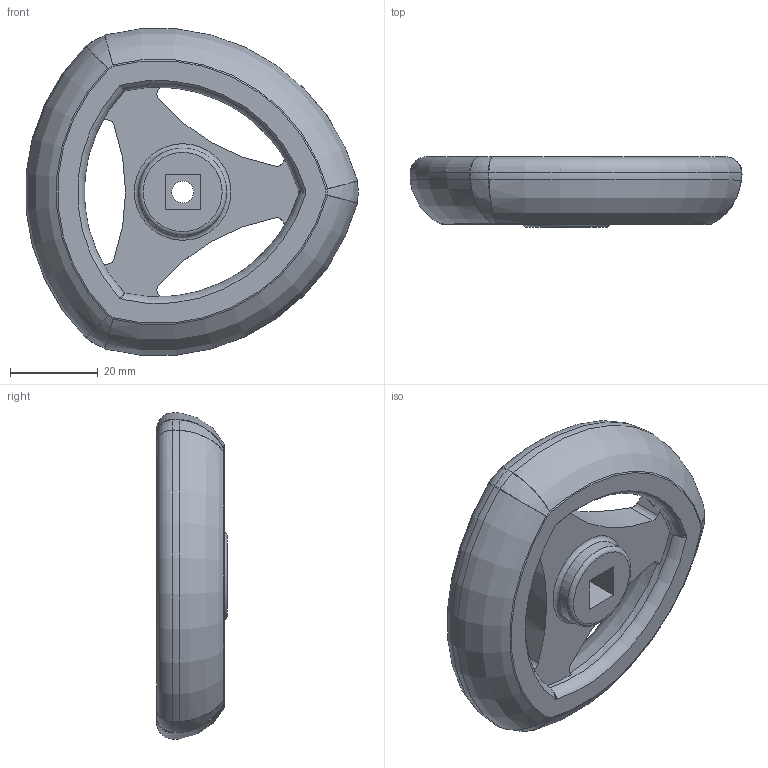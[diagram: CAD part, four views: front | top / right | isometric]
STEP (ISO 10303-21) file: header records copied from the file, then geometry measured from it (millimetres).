
FILE_DESCRIPTION( ( 'STEP AP214' ), '1' );
FILE_NAME( 'K0275.08008.stp', '2020-11-27T11:29:43', ( '' ), ( '' ), ' ', 'PARTsolutions', ' ' );
FILE_SCHEMA( ( 'AUTOMOTIVE_DESIGN { 1 0 10303 214 1 1 1 1 }' ) );
Length unit declared in the file: millimetre
Products named in the file (1): _K0275.08008
Bounding box: 75.56 x 16.02 x 74.28 mm (x, y, z)
Volume: 39599.2 mm3; surface area: 12594 mm2
Topology: 1 solids, 1 shells, 101 faces, 305 edges, 203 vertices
Faces by surface type: torus 41, plane 39, cylinder 11, bspline 10
Full cylindrical faces by diameter (mm): 5 x1, 20 x1
Entity records: 4758 total; most frequent: CARTESIAN_POINT 1292, ORIENTED_EDGE 596, DIRECTION 534, EDGE_CURVE 298, AXIS2_PLACEMENT_3D 240, VERTEX_POINT 202, CIRCLE 148, EDGE_LOOP 111
